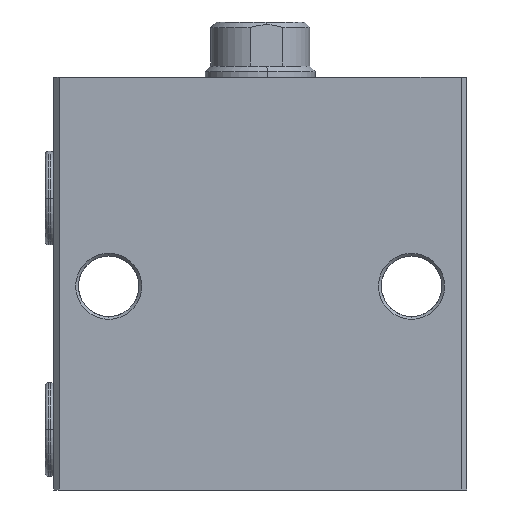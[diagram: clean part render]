
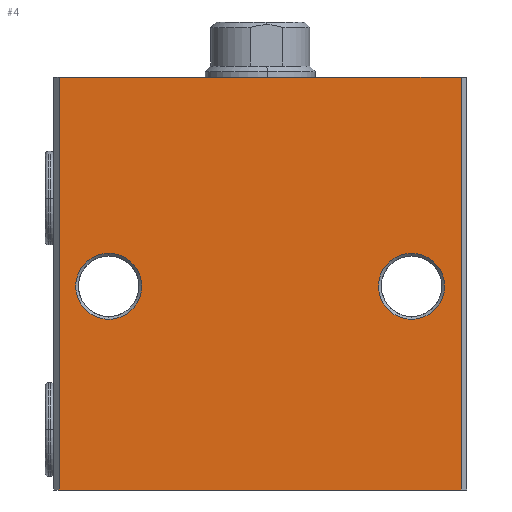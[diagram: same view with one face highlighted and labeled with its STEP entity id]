
A CAD part, front view. The second image highlights one B-rep face of the part: STEP entity #4.
In plain terms, the highlighted planar face has unit normal (0, -1, 0).
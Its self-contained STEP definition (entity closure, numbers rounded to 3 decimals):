
#4 = ADVANCED_FACE ( 'NONE', ( #5784, #3722, #4776 ), #10054, .F. ) ;
#99 = ORIENTED_EDGE ( 'NONE', *, *, #1100, .T. ) ;
#122 = CARTESIAN_POINT ( 'NONE',  ( -13982.446, 1875.273, 37. ) ) ;
#304 = AXIS2_PLACEMENT_3D ( 'NONE', #5301, #599, #6092 ) ;
#350 = VERTEX_POINT ( 'NONE', #7697 ) ;
#599 = DIRECTION ( 'NONE',  ( 0., 1., 0. ) ) ;
#877 = ORIENTED_EDGE ( 'NONE', *, *, #9365, .T. ) ;
#927 = DIRECTION ( 'NONE',  ( 0., 0., 1. ) ) ;
#1100 = EDGE_CURVE ( 'NONE', #3989, #8106, #1190, .T. ) ;
#1103 = EDGE_CURVE ( 'NONE', #7344, #6048, #7227, .T. ) ;
#1190 = CIRCLE ( 'NONE', #3923, 6. ) ;
#1773 = VECTOR ( 'NONE', #3566, 1000. ) ;
#2074 = AXIS2_PLACEMENT_3D ( 'NONE', #3961, #8652, #7825 ) ;
#2076 = CARTESIAN_POINT ( 'NONE',  ( -13991.446, 1875.273, 75. ) ) ;
#2092 = DIRECTION ( 'NONE',  ( 0., 0., -1. ) ) ;
#2113 = EDGE_LOOP ( 'NONE', ( #99, #9091 ) ) ;
#2882 = CARTESIAN_POINT ( 'NONE',  ( -13991.446, 1875.273, 75. ) ) ;
#3055 = VECTOR ( 'NONE', #8035, 1000. ) ;
#3082 = AXIS2_PLACEMENT_3D ( 'NONE', #122, #5610, #927 ) ;
#3090 = ORIENTED_EDGE ( 'NONE', *, *, #3322, .T. ) ;
#3235 = DIRECTION ( 'NONE',  ( 0., 1., 0. ) ) ;
#3322 = EDGE_CURVE ( 'NONE', #350, #9930, #4702, .T. ) ;
#3566 = DIRECTION ( 'NONE',  ( 1., 0., 0. ) ) ;
#3722 = FACE_BOUND ( 'NONE', #2113, .T. ) ;
#3923 = AXIS2_PLACEMENT_3D ( 'NONE', #4136, #9610, #4926 ) ;
#3939 = EDGE_CURVE ( 'NONE', #9930, #350, #9024, .T. ) ;
#3961 = CARTESIAN_POINT ( 'NONE',  ( -13991.446, 1875.273, 75. ) ) ;
#3989 = VERTEX_POINT ( 'NONE', #10038 ) ;
#4111 = LINE ( 'NONE', #9793, #1773 ) ;
#4136 = CARTESIAN_POINT ( 'NONE',  ( -13982.446, 1875.273, 37. ) ) ;
#4702 = CIRCLE ( 'NONE', #8189, 6. ) ;
#4776 = FACE_OUTER_BOUND ( 'NONE', #9623, .T. ) ;
#4926 = DIRECTION ( 'NONE',  ( 0., 0., 1. ) ) ;
#5301 = CARTESIAN_POINT ( 'NONE',  ( -13927.446, 1875.273, 37. ) ) ;
#5341 = DIRECTION ( 'NONE',  ( 1., 0., 0. ) ) ;
#5610 = DIRECTION ( 'NONE',  ( 0., 1., 0. ) ) ;
#5784 = FACE_BOUND ( 'NONE', #8214, .T. ) ;
#5823 = EDGE_CURVE ( 'NONE', #7838, #7344, #9845, .T. ) ;
#6048 = VERTEX_POINT ( 'NONE', #8326 ) ;
#6092 = DIRECTION ( 'NONE',  ( 0., 0., 1. ) ) ;
#6198 = CARTESIAN_POINT ( 'NONE',  ( -13991.446, 1875.273, 0. ) ) ;
#6299 = ORIENTED_EDGE ( 'NONE', *, *, #5823, .F. ) ;
#6622 = ORIENTED_EDGE ( 'NONE', *, *, #9469, .T. ) ;
#6661 = VERTEX_POINT ( 'NONE', #6198 ) ;
#6788 = EDGE_CURVE ( 'NONE', #8106, #3989, #8866, .T. ) ;
#7104 = CARTESIAN_POINT ( 'NONE',  ( -13982.446, 1875.273, 43. ) ) ;
#7177 = ORIENTED_EDGE ( 'NONE', *, *, #1103, .F. ) ;
#7227 = LINE ( 'NONE', #8822, #3055 ) ;
#7291 = LINE ( 'NONE', #2882, #9356 ) ;
#7344 = VERTEX_POINT ( 'NONE', #9301 ) ;
#7697 = CARTESIAN_POINT ( 'NONE',  ( -13927.446, 1875.273, 43. ) ) ;
#7763 = VECTOR ( 'NONE', #5341, 1000. ) ;
#7825 = DIRECTION ( 'NONE',  ( 0., 0., 1. ) ) ;
#7838 = VERTEX_POINT ( 'NONE', #2076 ) ;
#7925 = CARTESIAN_POINT ( 'NONE',  ( -13927.446, 1875.273, 37. ) ) ;
#8035 = DIRECTION ( 'NONE',  ( 0., 0., -1. ) ) ;
#8106 = VERTEX_POINT ( 'NONE', #7104 ) ;
#8189 = AXIS2_PLACEMENT_3D ( 'NONE', #7925, #3235, #8713 ) ;
#8214 = EDGE_LOOP ( 'NONE', ( #9620, #3090 ) ) ;
#8326 = CARTESIAN_POINT ( 'NONE',  ( -13918.446, 1875.273, 0. ) ) ;
#8337 = CARTESIAN_POINT ( 'NONE',  ( -13927.446, 1875.273, 31. ) ) ;
#8652 = DIRECTION ( 'NONE',  ( 0., 1., 0. ) ) ;
#8713 = DIRECTION ( 'NONE',  ( 0., 0., 1. ) ) ;
#8822 = CARTESIAN_POINT ( 'NONE',  ( -13918.446, 1875.273, 75. ) ) ;
#8866 = CIRCLE ( 'NONE', #3082, 6. ) ;
#9024 = CIRCLE ( 'NONE', #304, 6. ) ;
#9091 = ORIENTED_EDGE ( 'NONE', *, *, #6788, .T. ) ;
#9301 = CARTESIAN_POINT ( 'NONE',  ( -13918.446, 1875.273, 75. ) ) ;
#9356 = VECTOR ( 'NONE', #2092, 1000. ) ;
#9365 = EDGE_CURVE ( 'NONE', #6661, #6048, #4111, .T. ) ;
#9469 = EDGE_CURVE ( 'NONE', #7838, #6661, #7291, .T. ) ;
#9610 = DIRECTION ( 'NONE',  ( 0., 1., 0. ) ) ;
#9620 = ORIENTED_EDGE ( 'NONE', *, *, #3939, .T. ) ;
#9623 = EDGE_LOOP ( 'NONE', ( #877, #7177, #6299, #6622 ) ) ;
#9793 = CARTESIAN_POINT ( 'NONE',  ( -13991.446, 1875.273, 0. ) ) ;
#9845 = LINE ( 'NONE', #10039, #7763 ) ;
#9930 = VERTEX_POINT ( 'NONE', #8337 ) ;
#10038 = CARTESIAN_POINT ( 'NONE',  ( -13982.446, 1875.273, 31. ) ) ;
#10039 = CARTESIAN_POINT ( 'NONE',  ( -13991.446, 1875.273, 75. ) ) ;
#10054 = PLANE ( 'NONE',  #2074 ) ;
